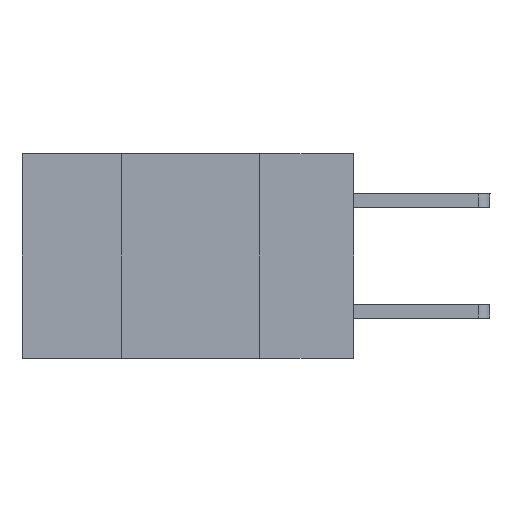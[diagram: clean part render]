
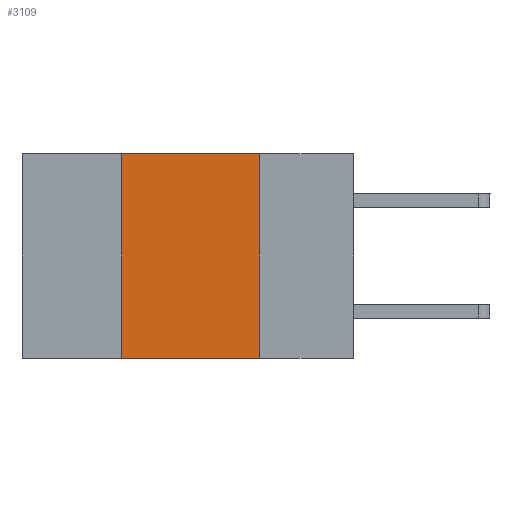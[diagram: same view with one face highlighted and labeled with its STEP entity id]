
A CAD part, left-side view. The second image highlights one B-rep face of the part: STEP entity #3109.
In plain terms, the highlighted planar face has unit normal (-1, 0, 0).
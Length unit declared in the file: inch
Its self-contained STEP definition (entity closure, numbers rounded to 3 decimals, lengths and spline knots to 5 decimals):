
#225 = AXIS2_PLACEMENT_3D ( 'NONE', #7039, #7879, #5577 ) ;
#332 = ORIENTED_EDGE ( 'NONE', *, *, #14106, .F. ) ;
#833 = EDGE_CURVE ( 'NONE', #4462, #3833, #976, .T. ) ;
#976 = LINE ( 'NONE', #9992, #5782 ) ;
#1736 = CARTESIAN_POINT ( 'NONE',  ( 0., 0.17, 0. ) ) ;
#2051 = VERTEX_POINT ( 'NONE', #4220 ) ;
#2546 = CARTESIAN_POINT ( 'NONE',  ( 0., 0.6, -0.37 ) ) ;
#2667 = CARTESIAN_POINT ( 'NONE',  ( 0., 0.6, 0. ) ) ;
#3059 = ORIENTED_EDGE ( 'NONE', *, *, #8049, .F. ) ;
#3109 = ADVANCED_FACE ( 'NONE', ( #3382 ), #11784, .F. ) ;
#3382 = FACE_OUTER_BOUND ( 'NONE', #4043, .T. ) ;
#3446 = ORIENTED_EDGE ( 'NONE', *, *, #4404, .T. ) ;
#3833 = VERTEX_POINT ( 'NONE', #14484 ) ;
#4043 = EDGE_LOOP ( 'NONE', ( #10176, #3059, #332, #3446 ) ) ;
#4220 = CARTESIAN_POINT ( 'NONE',  ( 0., 0.42, 0. ) ) ;
#4404 = EDGE_CURVE ( 'NONE', #8807, #3833, #8148, .T. ) ;
#4462 = VERTEX_POINT ( 'NONE', #1736 ) ;
#4994 = VECTOR ( 'NONE', #11950, 39.37008 ) ;
#5510 = VECTOR ( 'NONE', #10235, 39.37008 ) ;
#5577 = DIRECTION ( 'NONE',  ( 0., 0., -1. ) ) ;
#5782 = VECTOR ( 'NONE', #14565, 39.37008 ) ;
#6165 = LINE ( 'NONE', #8537, #4994 ) ;
#7039 = CARTESIAN_POINT ( 'NONE',  ( 0., 0.6, 0. ) ) ;
#7161 = DIRECTION ( 'NONE',  ( 0., -1., 0. ) ) ;
#7879 = DIRECTION ( 'NONE',  ( 1., 0., 0. ) ) ;
#8049 = EDGE_CURVE ( 'NONE', #2051, #4462, #9608, .T. ) ;
#8148 = LINE ( 'NONE', #2546, #5510 ) ;
#8537 = CARTESIAN_POINT ( 'NONE',  ( 0., 0.42, 0. ) ) ;
#8616 = CARTESIAN_POINT ( 'NONE',  ( 0., 0.42, -0.37 ) ) ;
#8807 = VERTEX_POINT ( 'NONE', #8616 ) ;
#9608 = LINE ( 'NONE', #2667, #9633 ) ;
#9633 = VECTOR ( 'NONE', #7161, 39.37008 ) ;
#9992 = CARTESIAN_POINT ( 'NONE',  ( 0., 0.17, 0. ) ) ;
#10176 = ORIENTED_EDGE ( 'NONE', *, *, #833, .F. ) ;
#10235 = DIRECTION ( 'NONE',  ( 0., -1., 0. ) ) ;
#11784 = PLANE ( 'NONE',  #225 ) ;
#11950 = DIRECTION ( 'NONE',  ( 0., 0., 1. ) ) ;
#14106 = EDGE_CURVE ( 'NONE', #8807, #2051, #6165, .T. ) ;
#14484 = CARTESIAN_POINT ( 'NONE',  ( 0., 0.17, -0.37 ) ) ;
#14565 = DIRECTION ( 'NONE',  ( 0., 0., -1. ) ) ;
